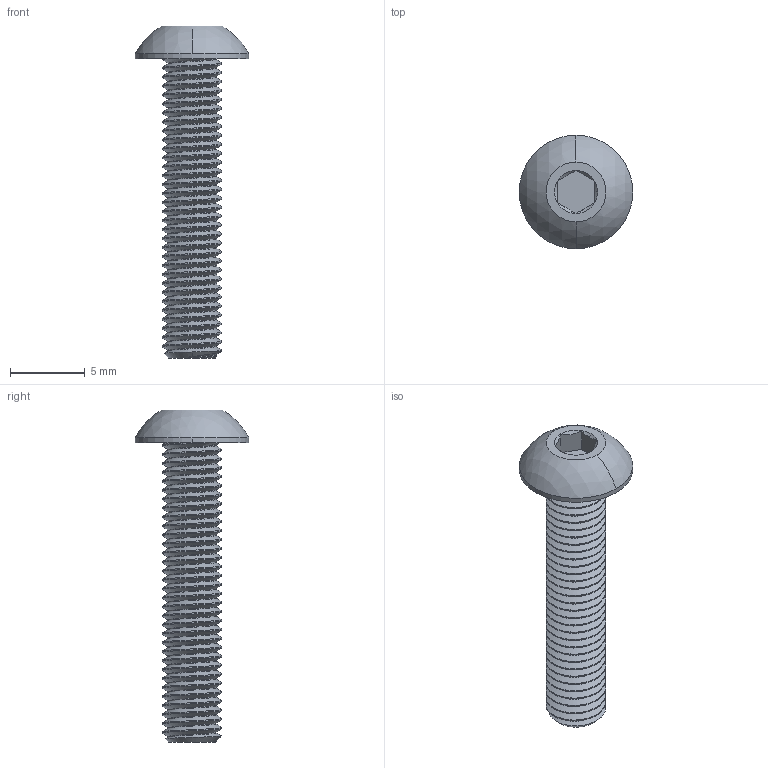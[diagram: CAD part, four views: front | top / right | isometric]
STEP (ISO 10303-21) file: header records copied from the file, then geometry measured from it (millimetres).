
FILE_DESCRIPTION (( 'STEP AP203' ), '1' );
FILE_NAME ('2802-0004-0020.STEP', '2017-04-04T18:23:09', ( '' ), ( '' ), 'SwSTEP 2.0', 'SolidWorks 2016', '' );
FILE_SCHEMA (( 'CONFIG_CONTROL_DESIGN' ));
Length unit declared in the file: millimetre
Products named in the file (1): 2802-0004-0020
Bounding box: 7.6 x 7.6 x 22.2 mm (x, y, z)
Volume: 270.8 mm3; surface area: 522.4 mm2
Topology: 1 solids, 1 shells, 93 faces, 255 edges, 166 vertices
Faces by surface type: cylinder 68, cone 10, plane 10, bspline 3, sphere 2
Entity records: 6743 total; most frequent: CARTESIAN_POINT 4735, ORIENTED_EDGE 510, DIRECTION 307, EDGE_CURVE 255, VERTEX_POINT 166, AXIS2_PLACEMENT_3D 112, EDGE_LOOP 95, FACE_OUTER_BOUND 93
